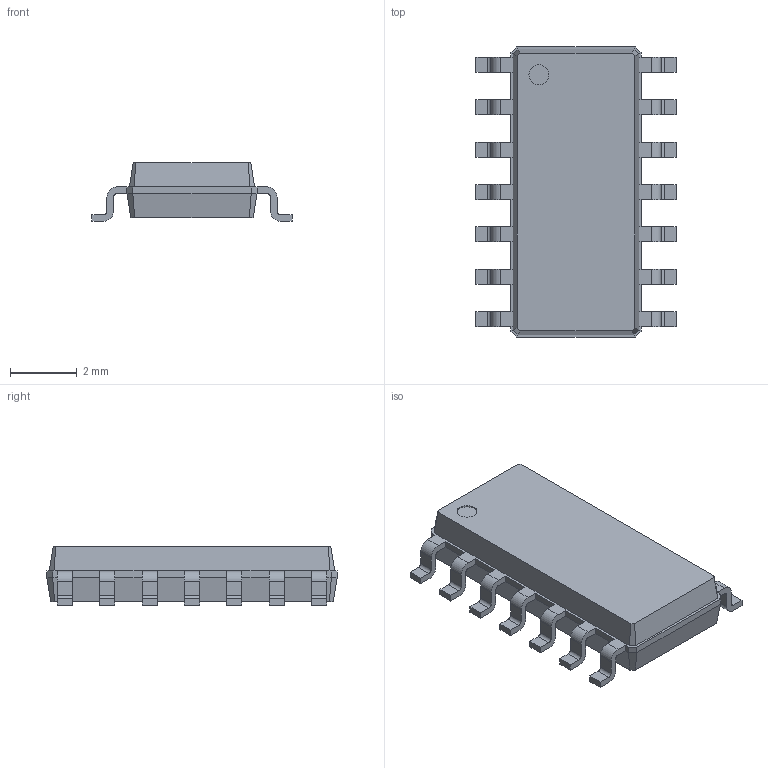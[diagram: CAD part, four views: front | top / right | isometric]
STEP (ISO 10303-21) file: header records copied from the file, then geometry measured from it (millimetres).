
FILE_DESCRIPTION(('FreeCAD Model'),'2;1');
FILE_NAME('soic_14_39x87_p127.step', '2015-12-06T19:08:23',('Author'),(''), 'Open CASCADE STEP processor 6.8','FreeCAD','Unknown');
FILE_SCHEMA(('AUTOMOTIVE_DESIGN_CC2 { 1 2 10303 214 -1 1 5 4 }'));
Length unit declared in the file: millimetre
Products named in the file (1): soic_14_39x87_p127
Bounding box: 6 x 8.7 x 1.75 mm (x, y, z)
Volume: 54.7 mm3; surface area: 133.7 mm2
Topology: 1 solids, 1 shells, 246 faces, 649 edges, 406 vertices
Faces by surface type: plane 151, cylinder 57, bspline 38
Full cylindrical faces by diameter (mm): 0.6 x1
Entity records: 17674 total; most frequent: CARTESIAN_POINT 3220, DIRECTION 2281, LINE 1577, VECTOR 1577, ORIENTED_EDGE 1298, PCURVE 1298, DEFINITIONAL_REPRESENTATION 1298, EDGE_CURVE 649
